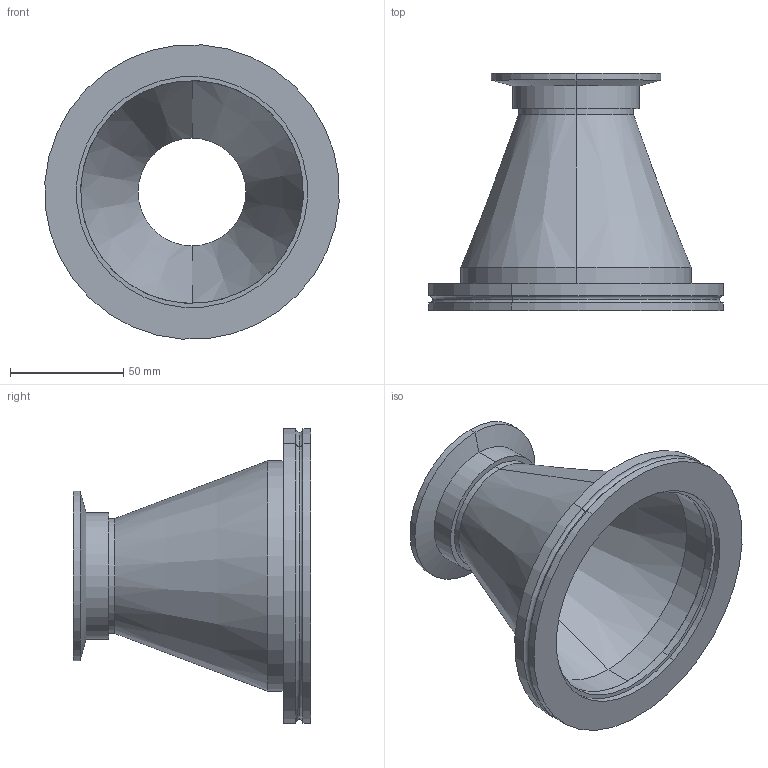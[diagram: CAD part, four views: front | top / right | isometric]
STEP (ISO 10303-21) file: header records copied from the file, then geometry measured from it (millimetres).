
FILE_DESCRIPTION (( 'STEP AP214' ), '1' );
FILE_NAME ('840020.STEP', '2024-01-13T02:54:17', ( '' ), ( '' ), 'SwSTEP 2.0', 'SolidWorks 2022', '' );
FILE_SCHEMA (( 'AUTOMOTIVE_DESIGN' ));
Length unit declared in the file: inch
Products named in the file (4): 840020; 713004; SUB1; 813001
Assembly tree (3 placements, depth 2):
  840020
    713004
    813001
    SUB1
Bounding box: 129.74 x 104.78 x 129.74 mm (x, y, z)
Volume: 110495 mm3; surface area: 79044.6 mm2
Topology: 3 solids, 3 shells, 54 faces, 108 edges, 66 vertices
Faces by surface type: cylinder 32, plane 12, cone 6, torus 4
Entity records: 1604 total; most frequent: DIRECTION 298, CARTESIAN_POINT 234, ORIENTED_EDGE 216, AXIS2_PLACEMENT_3D 130, EDGE_CURVE 108, CIRCLE 70, EDGE_LOOP 66, VERTEX_POINT 66
